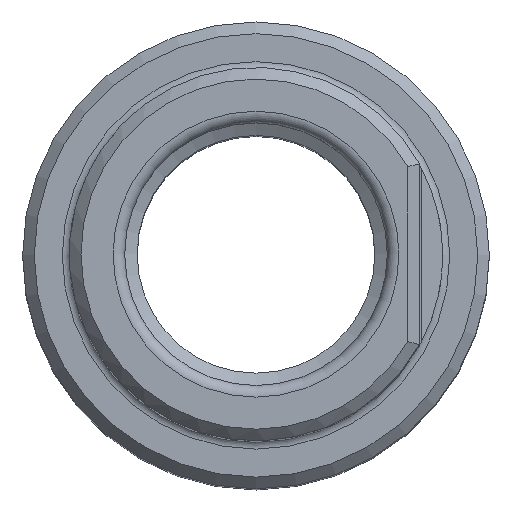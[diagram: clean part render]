
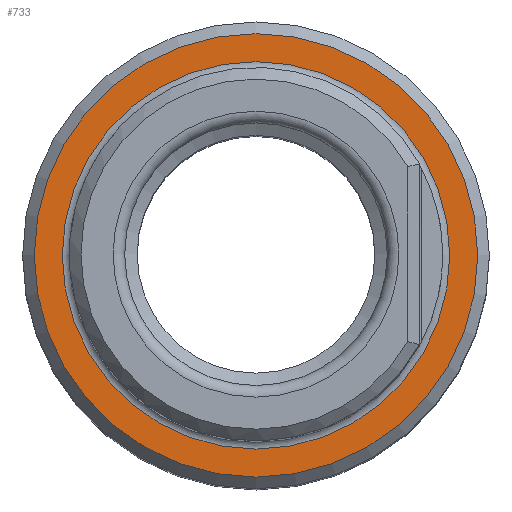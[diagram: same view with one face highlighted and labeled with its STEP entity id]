
A CAD part, top view. The second image highlights one B-rep face of the part: STEP entity #733.
In plain terms, the highlighted planar face has unit normal (0, 0, 1).
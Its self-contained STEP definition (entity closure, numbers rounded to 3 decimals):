
#66=PLANE('',#787);
#106=ORIENTED_EDGE('',*,*,#206,.T.);
#107=ORIENTED_EDGE('',*,*,#207,.T.);
#206=EDGE_CURVE('',#253,#253,#287,.T.);
#207=EDGE_CURVE('',#254,#254,#288,.F.);
#253=VERTEX_POINT('',#1084);
#254=VERTEX_POINT('',#1086);
#287=CIRCLE('',#788,19.);
#288=CIRCLE('',#789,16.6);
#322=EDGE_LOOP('',(#106));
#323=EDGE_LOOP('',(#107));
#389=FACE_BOUND('',#322,.T.);
#390=FACE_BOUND('',#323,.T.);
#733=ADVANCED_FACE('',(#389,#390),#66,.T.);
#787=AXIS2_PLACEMENT_3D('',#1082,#886,#887);
#788=AXIS2_PLACEMENT_3D('',#1083,#888,#889);
#789=AXIS2_PLACEMENT_3D('',#1085,#890,#891);
#886=DIRECTION('',(0.,0.,1.));
#887=DIRECTION('',(1.,0.,0.));
#888=DIRECTION('',(0.,0.,1.));
#889=DIRECTION('',(1.,0.,0.));
#890=DIRECTION('',(0.,0.,1.));
#891=DIRECTION('',(1.,0.,0.));
#1082=CARTESIAN_POINT('',(16.,0.,70.));
#1083=CARTESIAN_POINT('',(0.,0.,70.));
#1084=CARTESIAN_POINT('',(19.,0.,70.));
#1085=CARTESIAN_POINT('',(0.,0.,70.));
#1086=CARTESIAN_POINT('',(16.6,0.,70.));
